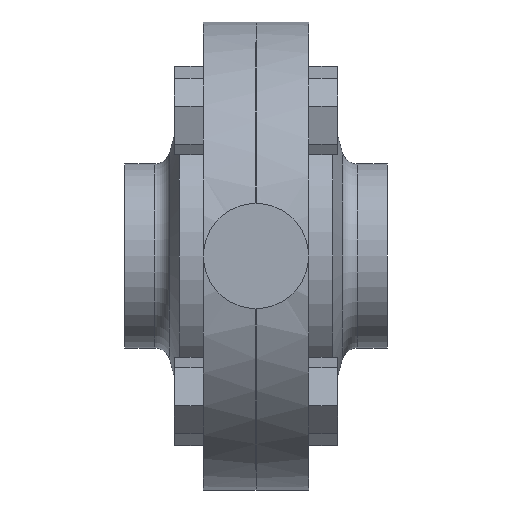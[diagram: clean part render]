
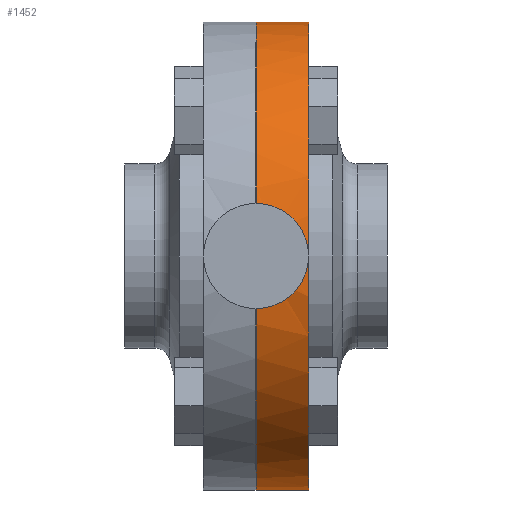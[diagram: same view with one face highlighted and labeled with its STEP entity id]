
A CAD part, front view. The second image highlights one B-rep face of the part: STEP entity #1452.
In plain terms, the highlighted cylindrical face has radius 44.5 mm (diameter 89 mm), a partial arc.
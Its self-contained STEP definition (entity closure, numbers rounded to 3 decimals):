
#22 = CARTESIAN_POINT ( 'NONE',  ( 10., 0., -44.5 ) ) ;
#24 = CARTESIAN_POINT ( 'NONE',  ( 5.846, -44.479, 1.367 ) ) ;
#54 = CARTESIAN_POINT ( 'NONE',  ( 2.662, -44.174, -5.381 ) ) ;
#163 = EDGE_CURVE ( 'NONE', #503, #1118, #166, .T. ) ;
#166 = LINE ( 'NONE', #1447, #1945 ) ;
#173 = CARTESIAN_POINT ( 'NONE',  ( 1.93, -44.135, 5.685 ) ) ;
#180 = DIRECTION ( 'NONE',  ( 0., 0., 1. ) ) ;
#182 = CARTESIAN_POINT ( 'NONE',  ( 0.397, -44.094, 6. ) ) ;
#184 = EDGE_CURVE ( 'NONE', #2040, #596, #2290, .T. ) ;
#200 = CARTESIAN_POINT ( 'NONE',  ( 6., -44.5, -0.387 ) ) ;
#232 = CARTESIAN_POINT ( 'NONE',  ( 3.663, -44.244, -4.768 ) ) ;
#276 = AXIS2_PLACEMENT_3D ( 'NONE', #411, #2274, #622 ) ;
#298 = CARTESIAN_POINT ( 'NONE',  ( 0., -44.094, -6. ) ) ;
#356 = CIRCLE ( 'NONE', #1016, 44.5 ) ;
#357 = CARTESIAN_POINT ( 'NONE',  ( 3.006, -44.195, 5.207 ) ) ;
#365 = CARTESIAN_POINT ( 'NONE',  ( 1.553, -44.121, 5.799 ) ) ;
#382 = LINE ( 'NONE', #974, #1976 ) ;
#391 = ORIENTED_EDGE ( 'NONE', *, *, #1683, .T. ) ;
#392 = DIRECTION ( 'NONE',  ( -1., 0., 0. ) ) ;
#407 = FACE_OUTER_BOUND ( 'NONE', #1266, .T. ) ;
#409 = CARTESIAN_POINT ( 'NONE',  ( 1.937, -44.135, -5.692 ) ) ;
#411 = CARTESIAN_POINT ( 'NONE',  ( 0., 0., 0. ) ) ;
#413 = ORIENTED_EDGE ( 'NONE', *, *, #975, .F. ) ;
#503 = VERTEX_POINT ( 'NONE', #1391 ) ;
#529 = ORIENTED_EDGE ( 'NONE', *, *, #1398, .F. ) ;
#538 = CARTESIAN_POINT ( 'NONE',  ( 0., 0., 0. ) ) ;
#544 = CARTESIAN_POINT ( 'NONE',  ( 4.767, -44.35, 3.664 ) ) ;
#549 = CARTESIAN_POINT ( 'NONE',  ( 5.096, -44.387, 3.173 ) ) ;
#562 = CARTESIAN_POINT ( 'NONE',  ( 0.794, -44.099, -5.96 ) ) ;
#575 = CARTESIAN_POINT ( 'NONE',  ( 0.397, -44.094, -6. ) ) ;
#596 = VERTEX_POINT ( 'NONE', #298 ) ;
#622 = DIRECTION ( 'NONE',  ( 0., 0., 1. ) ) ;
#704 = CARTESIAN_POINT ( 'NONE',  ( 2.662, -44.172, 5.392 ) ) ;
#716 = DIRECTION ( 'NONE',  ( -1., 0., 0. ) ) ;
#737 = CARTESIAN_POINT ( 'NONE',  ( 3.966, -44.271, -4.52 ) ) ;
#744 = CARTESIAN_POINT ( 'NONE',  ( 4.525, -44.324, -3.96 ) ) ;
#771 = VERTEX_POINT ( 'NONE', #22 ) ;
#796 = EDGE_CURVE ( 'NONE', #1093, #596, #1608, .T. ) ;
#823 = ORIENTED_EDGE ( 'NONE', *, *, #796, .F. ) ;
#868 = CARTESIAN_POINT ( 'NONE',  ( 5.551, -44.441, 2.303 ) ) ;
#899 = CARTESIAN_POINT ( 'NONE',  ( 2.117, -44.144, 5.618 ) ) ;
#910 = CARTESIAN_POINT ( 'NONE',  ( 0., -44.094, -6. ) ) ;
#933 = CARTESIAN_POINT ( 'NONE',  ( 4.773, -44.351, -3.657 ) ) ;
#974 = CARTESIAN_POINT ( 'NONE',  ( 0., 0., -44.5 ) ) ;
#975 = EDGE_CURVE ( 'NONE', #771, #1093, #382, .T. ) ;
#1006 = DIRECTION ( 'NONE',  ( 0., 0., 1. ) ) ;
#1016 = AXIS2_PLACEMENT_3D ( 'NONE', #1758, #1188, #1006 ) ;
#1051 = CARTESIAN_POINT ( 'NONE',  ( 0.787, -44.099, 5.961 ) ) ;
#1077 = DIRECTION ( 'NONE',  ( 0., 0., 1. ) ) ;
#1087 = CARTESIAN_POINT ( 'NONE',  ( 5.683, -44.458, 1.935 ) ) ;
#1093 = VERTEX_POINT ( 'NONE', #1575 ) ;
#1118 = VERTEX_POINT ( 'NONE', #1757 ) ;
#1181 = CYLINDRICAL_SURFACE ( 'NONE', #276, 44.5 ) ;
#1188 = DIRECTION ( 'NONE',  ( -1., 0., 0. ) ) ;
#1245 = AXIS2_PLACEMENT_3D ( 'NONE', #538, #2173, #1077 ) ;
#1246 = CARTESIAN_POINT ( 'NONE',  ( 3.966, -44.271, 4.519 ) ) ;
#1255 = CARTESIAN_POINT ( 'NONE',  ( 0., -44.094, 6. ) ) ;
#1266 = EDGE_LOOP ( 'NONE', ( #413, #391, #1943, #529, #2178, #823 ) ) ;
#1282 = CARTESIAN_POINT ( 'NONE',  ( 6., -44.5, 0.396 ) ) ;
#1391 = CARTESIAN_POINT ( 'NONE',  ( 10., 0., 44.5 ) ) ;
#1398 = EDGE_CURVE ( 'NONE', #2040, #1118, #1496, .T. ) ;
#1447 = CARTESIAN_POINT ( 'NONE',  ( 0., 0., 44.5 ) ) ;
#1452 = ADVANCED_FACE ( 'NONE', ( #407 ), #1181, .T. ) ;
#1464 = CARTESIAN_POINT ( 'NONE',  ( 4.519, -44.324, 3.966 ) ) ;
#1467 = CARTESIAN_POINT ( 'NONE',  ( 0., -44.094, 6. ) ) ;
#1482 = CARTESIAN_POINT ( 'NONE',  ( 5.199, -44.399, -3.002 ) ) ;
#1496 = CIRCLE ( 'NONE', #1245, 44.5 ) ;
#1498 = CARTESIAN_POINT ( 'NONE',  ( 5.385, -44.421, -2.654 ) ) ;
#1575 = CARTESIAN_POINT ( 'NONE',  ( 0., 0., -44.5 ) ) ;
#1608 = CIRCLE ( 'NONE', #1676, 44.5 ) ;
#1629 = CARTESIAN_POINT ( 'NONE',  ( 5.797, -44.473, 1.559 ) ) ;
#1640 = CARTESIAN_POINT ( 'NONE',  ( 0., 0., 0. ) ) ;
#1657 = CARTESIAN_POINT ( 'NONE',  ( 2.482, -44.163, -5.466 ) ) ;
#1663 = CARTESIAN_POINT ( 'NONE',  ( 5.098, -44.387, -3.169 ) ) ;
#1676 = AXIS2_PLACEMENT_3D ( 'NONE', #1640, #392, #180 ) ;
#1680 = CARTESIAN_POINT ( 'NONE',  ( 3.177, -44.208, -5.094 ) ) ;
#1683 = EDGE_CURVE ( 'NONE', #771, #503, #356, .T. ) ;
#1757 = CARTESIAN_POINT ( 'NONE',  ( 0., 0., 44.5 ) ) ;
#1758 = CARTESIAN_POINT ( 'NONE',  ( 10., 0., 0. ) ) ;
#1793 = CARTESIAN_POINT ( 'NONE',  ( 1.362, -44.114, 5.847 ) ) ;
#1803 = CARTESIAN_POINT ( 'NONE',  ( 3.658, -44.244, 4.772 ) ) ;
#1846 = CARTESIAN_POINT ( 'NONE',  ( 5.695, -44.46, -1.929 ) ) ;
#1943 = ORIENTED_EDGE ( 'NONE', *, *, #163, .T. ) ;
#1945 = VECTOR ( 'NONE', #716, 1000. ) ;
#1959 = CARTESIAN_POINT ( 'NONE',  ( 5.383, -44.421, 2.657 ) ) ;
#1976 = VECTOR ( 'NONE', #2244, 1000. ) ;
#1998 = CARTESIAN_POINT ( 'NONE',  ( 5.808, -44.474, -1.555 ) ) ;
#2002 = CARTESIAN_POINT ( 'NONE',  ( 5.469, -44.432, -2.475 ) ) ;
#2011 = CARTESIAN_POINT ( 'NONE',  ( 3.009, -44.196, -5.195 ) ) ;
#2040 = VERTEX_POINT ( 'NONE', #1467 ) ;
#2150 = CARTESIAN_POINT ( 'NONE',  ( 5.961, -44.495, 0.786 ) ) ;
#2173 = DIRECTION ( 'NONE',  ( -1., 0., 0. ) ) ;
#2178 = ORIENTED_EDGE ( 'NONE', *, *, #184, .T. ) ;
#2180 = CARTESIAN_POINT ( 'NONE',  ( 5.198, -44.399, 3.003 ) ) ;
#2213 = CARTESIAN_POINT ( 'NONE',  ( 1.564, -44.12, -5.806 ) ) ;
#2244 = DIRECTION ( 'NONE',  ( -1., 0., 0. ) ) ;
#2274 = DIRECTION ( 'NONE',  ( -1., 0., 0. ) ) ;
#2290 = B_SPLINE_CURVE_WITH_KNOTS ( 'NONE', 3,
 ( #1255, #182, #1051, #1793, #365, #173, #899, #704, #357, #1803, #1246, #1464, #544, #549, #2180, #1959, #868, #1087, #1629, #24, #2150, #1282, #200, #2336, #1998, #1846, #2002, #1498, #1482, #1663, #933, #744, #737, #232, #1680, #2011, #54, #1657, #409, #2213, #562, #575, #910 ),
 .UNSPECIFIED., .F., .F.,
 ( 4, 2, 2, 2, 2, 2, 2, 2, 1, 2, 2, 2, 2, 2, 2, 2, 2, 2, 2, 2, 2, 4 ),
 ( 0., 0.001, 0.002, 0.002, 0.004, 0.005, 0.006, 0.006, 0.007, 0.008, 0.008, 0.009, 0.011, 0.012, 0.012, 0.013, 0.014, 0.015, 0.016, 0.016, 0.018, 0.019 ),
 .UNSPECIFIED. ) ;
#2336 = CARTESIAN_POINT ( 'NONE',  ( 5.961, -44.495, -0.785 ) ) ;
